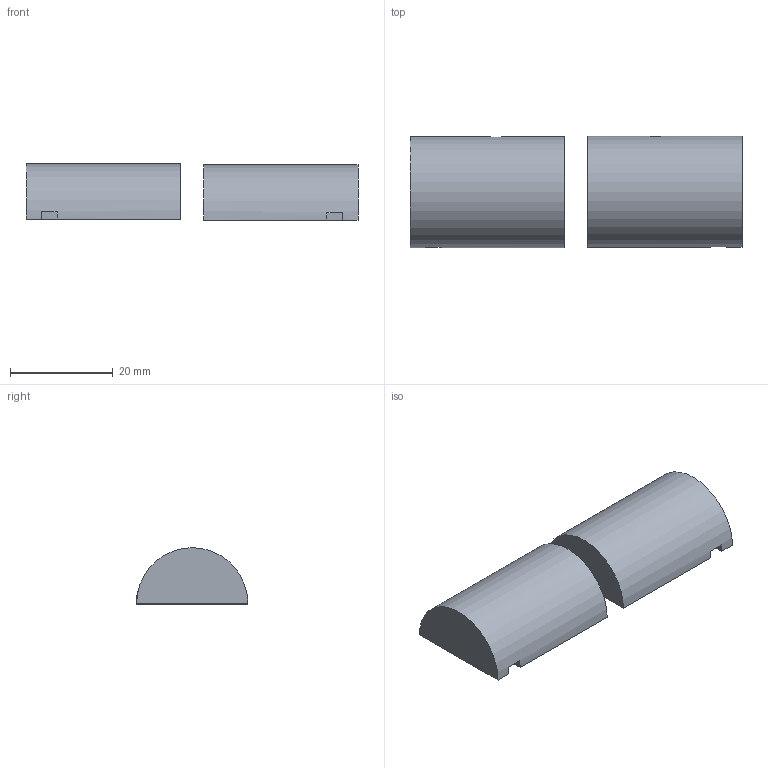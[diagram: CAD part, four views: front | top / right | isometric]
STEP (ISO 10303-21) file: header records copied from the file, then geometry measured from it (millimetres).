
FILE_DESCRIPTION(/* description */ (''),/* implementation_level */ '2;1');
FILE_NAME(/* name */ 'Locomotive Cylinder Part v9.step',/* time_stamp */ '2023-11-10T03:35:58-08:00',/* author */ (''),/* organization */ (''),/* preprocessor_version */ 'ST-DEVELOPER v20',/* originating_system */ 'Autodesk Translation Framework v12.14.0.127',/* authorisation */ '');
FILE_SCHEMA (('AUTOMOTIVE_DESIGN { 1 0 10303 214 3 1 1 }'));
Length unit declared in the file: millimetre
Products named in the file (1): Locomotive Cylinder Part
Bounding box: 64.53 x 21.69 x 11 mm (x, y, z)
Volume: 10942.9 mm3; surface area: 4111.4 mm2
Topology: 2 solids, 2 shells, 22 faces, 51 edges, 34 vertices
Faces by surface type: plane 17, cylinder 5
Full cylindrical faces by diameter (mm): 3 x1
Entity records: 701 total; most frequent: CARTESIAN_POINT 147, DIRECTION 107, ORIENTED_EDGE 102, EDGE_CURVE 51, LINE 37, VECTOR 37, AXIS2_PLACEMENT_3D 35, VERTEX_POINT 34
